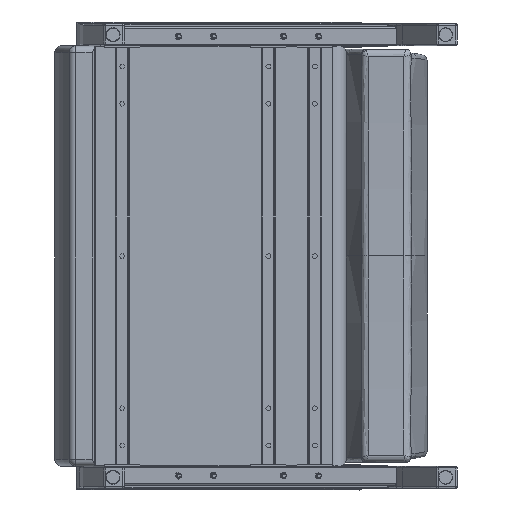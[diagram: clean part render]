
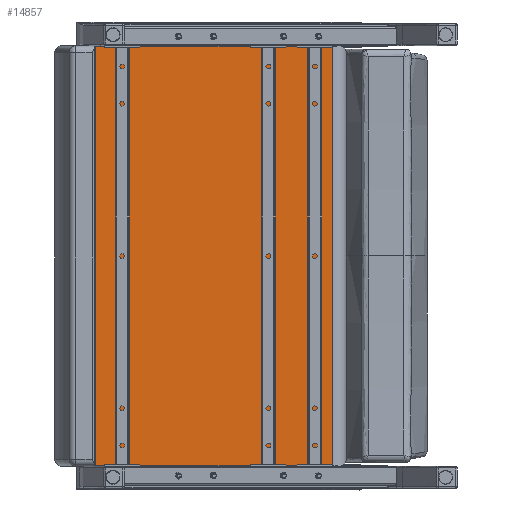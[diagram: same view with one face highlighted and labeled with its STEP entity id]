
A CAD part, front view. The second image highlights one B-rep face of the part: STEP entity #14857.
In plain terms, the highlighted planar face has unit normal (0, -1, 0).
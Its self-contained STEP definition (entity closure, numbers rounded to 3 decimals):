
#1311=PLANE('',#16648);
#2036=LINE('',#47131,#2847);
#2052=LINE('',#47265,#2863);
#2058=LINE('',#47352,#2869);
#2059=LINE('',#47354,#2870);
#2847=VECTOR('',#20579,0.394);
#2863=VECTOR('',#20655,0.394);
#2869=VECTOR('',#20717,0.394);
#2870=VECTOR('',#20720,0.394);
#4001=FACE_OUTER_BOUND('',#5127,.T.);
#5127=EDGE_LOOP('',(#12652,#12653,#12654,#12655));
#7209=VERTEX_POINT('',#47119);
#7210=VERTEX_POINT('',#47130);
#7234=VERTEX_POINT('',#47253);
#7235=VERTEX_POINT('',#47264);
#9026=EDGE_CURVE('',#7209,#7210,#2036,.T.);
#9065=EDGE_CURVE('',#7234,#7235,#2052,.T.);
#9090=EDGE_CURVE('',#7234,#7210,#2058,.T.);
#9091=EDGE_CURVE('',#7235,#7209,#2059,.T.);
#12652=ORIENTED_EDGE('',*,*,#9026,.F.);
#12653=ORIENTED_EDGE('',*,*,#9091,.F.);
#12654=ORIENTED_EDGE('',*,*,#9065,.F.);
#12655=ORIENTED_EDGE('',*,*,#9090,.T.);
#14857=ADVANCED_FACE('',(#4001),#1311,.T.);
#16648=AXIS2_PLACEMENT_3D('',#47353,#20718,#20719);
#20579=DIRECTION('',(1.,0.,0.));
#20655=DIRECTION('',(-1.,0.,0.));
#20717=DIRECTION('',(0.,0.,1.));
#20718=DIRECTION('center_axis',(0.,-1.,0.));
#20719=DIRECTION('ref_axis',(1.,0.,0.));
#20720=DIRECTION('',(0.,0.,1.));
#47119=CARTESIAN_POINT('',(-12.083,0.797,29.966));
#47130=CARTESIAN_POINT('',(4.791,0.797,29.966));
#47131=CARTESIAN_POINT('',(-9.146,0.797,29.966));
#47253=CARTESIAN_POINT('',(4.791,0.797,0.034));
#47264=CARTESIAN_POINT('',(-12.083,0.797,0.034));
#47265=CARTESIAN_POINT('',(-9.146,0.797,0.034));
#47352=CARTESIAN_POINT('',(4.791,0.797,0.));
#47353=CARTESIAN_POINT('Origin',(-12.083,0.797,0.));
#47354=CARTESIAN_POINT('',(-12.083,0.797,0.));
